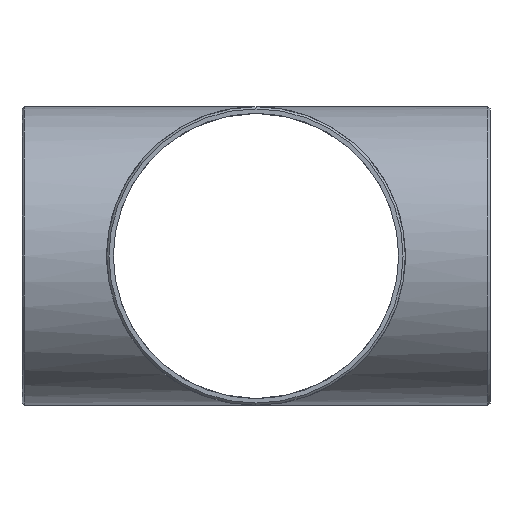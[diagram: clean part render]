
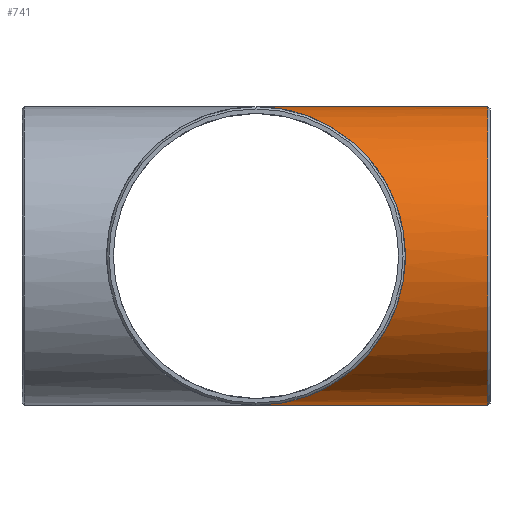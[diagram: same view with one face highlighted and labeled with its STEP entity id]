
A CAD part, left-side view. The second image highlights one B-rep face of the part: STEP entity #741.
In plain terms, the highlighted cylindrical face has radius 178 mm (diameter 356 mm), a partial arc.
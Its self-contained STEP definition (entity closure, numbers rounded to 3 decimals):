
#39 = EDGE_CURVE ( 'NONE', #677, #68, #146, .T. ) ;
#68 = VERTEX_POINT ( 'NONE', #768 ) ;
#91 = CARTESIAN_POINT ( 'NONE',  ( 0., -279., -178. ) ) ;
#124 = ORIENTED_EDGE ( 'NONE', *, *, #447, .F. ) ;
#146 = LINE ( 'NONE', #91, #225 ) ;
#215 = CARTESIAN_POINT ( 'NONE',  ( 0., -279., 178. ) ) ;
#225 = VECTOR ( 'NONE', #337, 1000. ) ;
#231 = CARTESIAN_POINT ( 'NONE',  ( 0., 0., 178. ) ) ;
#268 = CARTESIAN_POINT ( 'NONE',  ( 0., -276.36, 178. ) ) ;
#297 = CARTESIAN_POINT ( 'NONE',  ( 0., 0., -178. ) ) ;
#302 = VERTEX_POINT ( 'NONE', #231 ) ;
#337 = DIRECTION ( 'NONE',  ( 0., 1., 0. ) ) ;
#345 = DIRECTION ( 'NONE',  ( 0., 0., -1. ) ) ;
#350 = AXIS2_PLACEMENT_3D ( 'NONE', #796, #432, #492 ) ;
#371 = EDGE_CURVE ( 'NONE', #617, #302, #406, .T. ) ;
#377 = ORIENTED_EDGE ( 'NONE', *, *, #371, .T. ) ;
#394 = FACE_OUTER_BOUND ( 'NONE', #752, .T. ) ;
#406 = LINE ( 'NONE', #215, #683 ) ;
#424 = CARTESIAN_POINT ( 'NONE',  ( 0., 0., 178. ) ) ;
#432 = DIRECTION ( 'NONE',  ( 0., 1., 0. ) ) ;
#447 = EDGE_CURVE ( 'NONE', #68, #302, #646, .T. ) ;
#472 = DIRECTION ( 'NONE',  ( 0., 1., 0. ) ) ;
#492 = DIRECTION ( 'NONE',  ( 0., 0., -1. ) ) ;
#500 = CIRCLE ( 'NONE', #350, 178. ) ;
#532 = DIRECTION ( 'NONE',  ( 0., 1., 0. ) ) ;
#554 = CARTESIAN_POINT ( 'NONE',  ( 0., -276.36, -178. ) ) ;
#566 = EDGE_CURVE ( 'NONE', #677, #617, #500, .T. ) ;
#568 = CARTESIAN_POINT ( 'NONE',  ( 0., -279., 0. ) ) ;
#587 = AXIS2_PLACEMENT_3D ( 'NONE', #568, #532, #345 ) ;
#607 = CARTESIAN_POINT ( 'NONE',  ( -356., -356., -178. ) ) ;
#617 = VERTEX_POINT ( 'NONE', #268 ) ;
#630 = CYLINDRICAL_SURFACE ( 'NONE', #587, 178. ) ;
#646 =( BOUNDED_CURVE ( )  B_SPLINE_CURVE ( 3, ( #297, #607, #665, #424 ),
 .UNSPECIFIED., .F., .T. ) 
 B_SPLINE_CURVE_WITH_KNOTS ( ( 4, 4 ),
 ( 4.712, 7.854 ),
 .UNSPECIFIED. ) 
 CURVE ( )  GEOMETRIC_REPRESENTATION_ITEM ( )  RATIONAL_B_SPLINE_CURVE ( ( 1., 0.333, 0.333, 1. ) ) 
 REPRESENTATION_ITEM ( '' )  );
#652 = ORIENTED_EDGE ( 'NONE', *, *, #39, .F. ) ;
#664 = ORIENTED_EDGE ( 'NONE', *, *, #566, .T. ) ;
#665 = CARTESIAN_POINT ( 'NONE',  ( -356., -356., 178. ) ) ;
#677 = VERTEX_POINT ( 'NONE', #554 ) ;
#683 = VECTOR ( 'NONE', #472, 1000. ) ;
#741 = ADVANCED_FACE ( 'NONE', ( #394 ), #630, .T. ) ;
#752 = EDGE_LOOP ( 'NONE', ( #664, #377, #124, #652 ) ) ;
#768 = CARTESIAN_POINT ( 'NONE',  ( 0., 0., -178. ) ) ;
#796 = CARTESIAN_POINT ( 'NONE',  ( 0., -276.36, 0. ) ) ;
